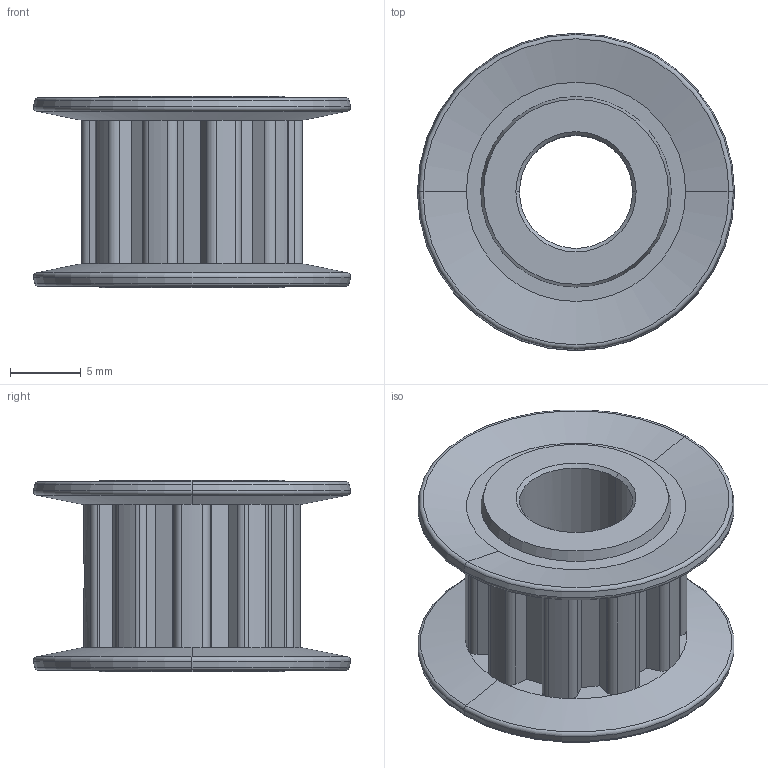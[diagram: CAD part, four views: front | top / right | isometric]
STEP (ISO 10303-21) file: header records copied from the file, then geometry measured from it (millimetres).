
FILE_DESCRIPTION (( 'STEP AP203' ), '1' );
FILE_NAME ('615426.STEP', '2014-07-22T21:27:10', ( 'Kyle' ), ( 'Microsoft' ), 'SwSTEP 2.0', 'SolidWorks 2014', '' );
FILE_SCHEMA (( 'CONFIG_CONTROL_DESIGN' ));
Length unit declared in the file: inch
Products named in the file (1): 615426
Bounding box: 22.43 x 22.43 x 13.55 mm (x, y, z)
Volume: 1926.3 mm3; surface area: 2285.7 mm2
Topology: 1 solids, 1 shells, 128 faces, 313 edges, 188 vertices
Faces by surface type: plane 57, cylinder 43, cone 20, torus 8
Entity records: 3928 total; most frequent: CARTESIAN_POINT 754, DIRECTION 703, ORIENTED_EDGE 626, EDGE_CURVE 313, AXIS2_PLACEMENT_3D 273, VERTEX_POINT 188, LINE 157, VECTOR 157
